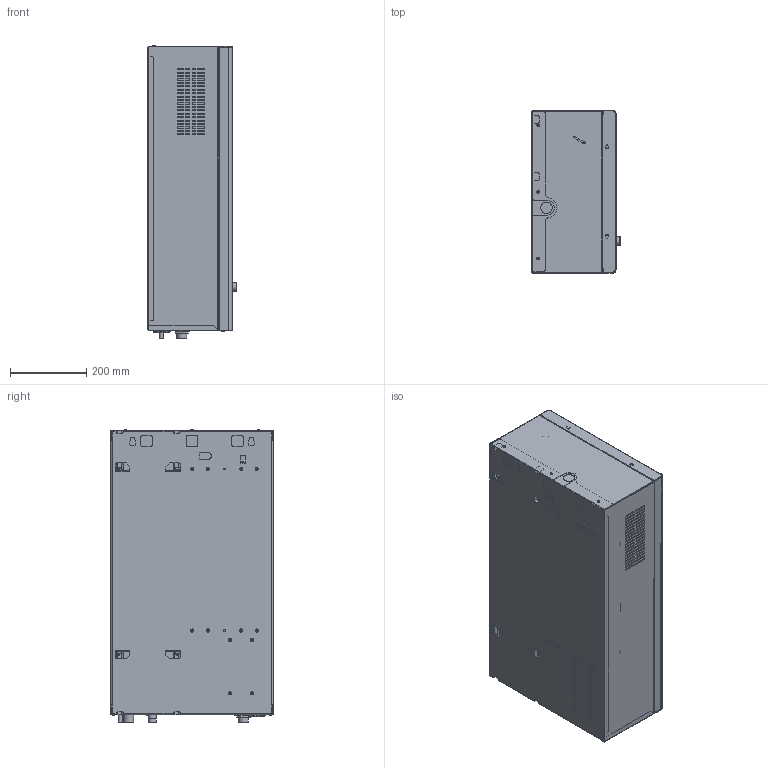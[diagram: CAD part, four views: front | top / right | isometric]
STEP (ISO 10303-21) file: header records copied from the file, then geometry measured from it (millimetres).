
FILE_DESCRIPTION(('STEP AP214'), '1');
FILE_NAME('暐櫛 FORVARD 3-28 (3D 扻斀僔)', '2024-07-15T11:39:05', ('granit'), (''), 'C3D Converter', 'C3D Toolkit', '');
FILE_SCHEMA(('AUTOMOTIVE_DESIGN { 1 0 10303 214 3 1 1}'));
Length unit declared in the file: millimetre
Products named in the file (1): ЛИТЯ.681936.056
Bounding box: 235 x 428 x 772.53 mm (x, y, z)
Volume: 68924189.2 mm3; surface area: 3361424.2 mm2
Topology: 2 solids, 2 shells, 2159 faces, 5879 edges, 3756 vertices
Faces by surface type: plane 1134, cylinder 784, bspline 116, torus 60, cone 50, sphere 15
Full cylindrical faces by diameter (mm): 2.35 x12, 3.5 x5, 4 x13, 4.1 x4, 4.2 x13, 5.2 x1, 6 x7, 6.4 x2, 7 x10, 10 x2, 12 x3, 13.9 x1, 14 x2, 14.1 x1, 16 x1, 18 x1, 18.1 x1, 19 x1, 20.955 x1, 21 x1, 22 x1, 26.441 x2, 30 x1, 34 x1, 36 x1, 38 x2, 43 x1
Entity records: 96298 total; most frequent: CARTESIAN_POINT 23976, ORIENTED_EDGE 11420, DIRECTION 11308, EDGE_CURVE 5710, AXIS2_PLACEMENT_3D 3874, VERTEX_POINT 3755, LINE 3560, VECTOR 3560
